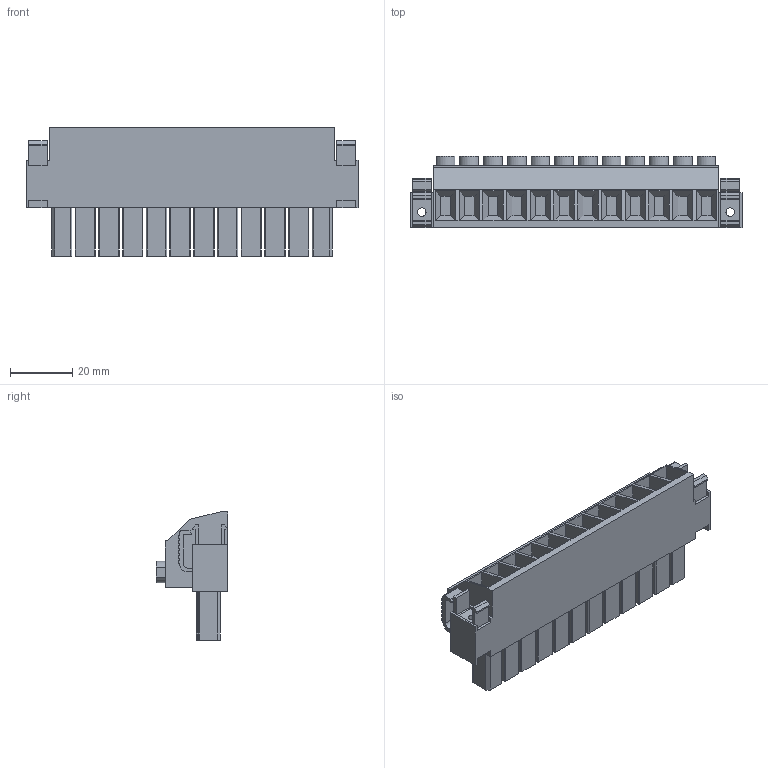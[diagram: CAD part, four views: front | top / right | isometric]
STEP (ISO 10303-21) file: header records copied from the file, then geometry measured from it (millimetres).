
FILE_DESCRIPTION(('CATIA V5 STEP Exchange','CAx-IF Rec.Pracs.--- Model Styling and Organization---1.2---2011-12-15'),'2;1');
FILE_NAME ('D1459354_0_1930150000_1930150000.stp','2018-09-05T12:57:21+00:00',('none'),('Weidmueller'),'CATIA Version 5-6 Release 2014','CATIA V5 STEP AP214','none');
FILE_SCHEMA(('AUTOMOTIVE_DESIGN { 1 0 10303 214 1 1 1 1 }'));
Length unit declared in the file: millimetre
Products named in the file (1): 1930150000
Bounding box: 106.68 x 23.1 x 41.15 mm (x, y, z)
Volume: 44883.4 mm3; surface area: 22843.9 mm2
Topology: 3 solids, 3 shells, 814 faces, 2200 edges, 1438 vertices
Faces by surface type: plane 595, cylinder 219
Entity records: 23065 total; most frequent: ORIENTED_EDGE 4400, CARTESIAN_POINT 4215, DIRECTION 3010, EDGE_CURVE 2200, VECTOR 1640, LINE 1640, VERTEX_POINT 1438, AXIS2_PLACEMENT_3D 911
